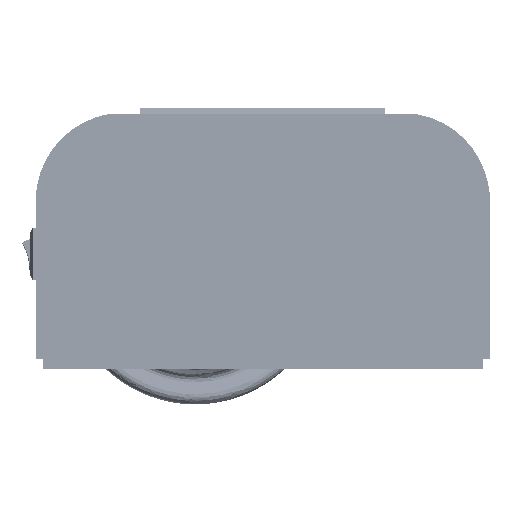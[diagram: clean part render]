
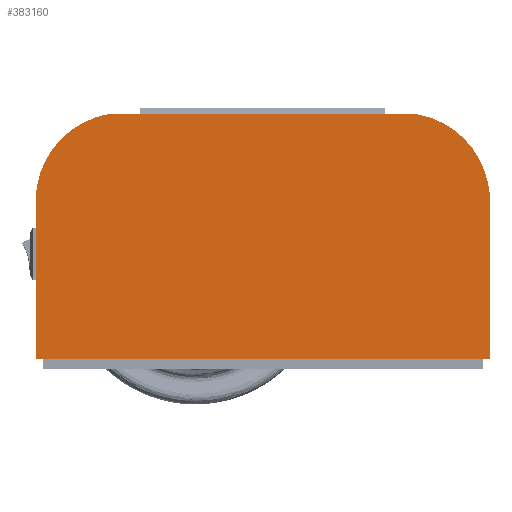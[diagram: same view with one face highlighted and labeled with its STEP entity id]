
A CAD part, front view. The second image highlights one B-rep face of the part: STEP entity #383160.
In plain terms, the highlighted free-form (B-spline) face has degree [1, 1] with [2, 2] control points.
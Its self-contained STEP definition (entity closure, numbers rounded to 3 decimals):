
#381562 = VERTEX_POINT('',#381563);
#381563 = CARTESIAN_POINT('',(-71.07,0.,-32.802));
#381568 = EDGE_CURVE('',#381569,#381562,#381571,.T.);
#381569 = VERTEX_POINT('',#381570);
#381570 = CARTESIAN_POINT('',(-71.07,0.,16.365));
#381571 = B_SPLINE_CURVE_WITH_KNOTS('',1,(#381572,#381573),
  .UNSPECIFIED.,.F.,.F.,(2,2),(15.033,60.),
  .PIECEWISE_BEZIER_KNOTS.);
#381572 = CARTESIAN_POINT('',(-71.07,0.,16.365));
#381573 = CARTESIAN_POINT('',(-71.07,0.,-32.802));
#383160 = ADVANCED_FACE('',(#383161),#383199,.F.);
#383161 = FACE_BOUND('',#383162,.T.);
#383162 = EDGE_LOOP('',(#383163,#383171,#383172,#383179,#383186,#383194)
  );
#383163 = ORIENTED_EDGE('',*,*,#383164,.F.);
#383164 = EDGE_CURVE('',#381569,#383165,#383167,.T.);
#383165 = VERTEX_POINT('',#383166);
#383166 = CARTESIAN_POINT('',(-48.276,0.,
    43.736));
#383167 = ( BOUNDED_CURVE() B_SPLINE_CURVE(2,(#383168,#383169,#383170),
.UNSPECIFIED.,.F.,.F.) B_SPLINE_CURVE_WITH_KNOTS((3,3),(4.712,
6.116),.PIECEWISE_BEZIER_KNOTS.) CURVE() 
GEOMETRIC_REPRESENTATION_ITEM() RATIONAL_B_SPLINE_CURVE((1.,
0.764,1.)) REPRESENTATION_ITEM('') );
#383168 = CARTESIAN_POINT('',(-71.07,0.,16.365));
#383169 = CARTESIAN_POINT('',(-71.07,0.,39.837));
#383170 = CARTESIAN_POINT('',(-48.276,0.,43.736));
#383171 = ORIENTED_EDGE('',*,*,#381568,.T.);
#383172 = ORIENTED_EDGE('',*,*,#383173,.T.);
#383173 = EDGE_CURVE('',#381562,#383174,#383176,.T.);
#383174 = VERTEX_POINT('',#383175);
#383175 = CARTESIAN_POINT('',(71.07,0.,-32.802));
#383176 = B_SPLINE_CURVE_WITH_KNOTS('',1,(#383177,#383178),
  .UNSPECIFIED.,.F.,.F.,(2,2),(0.,130.),.PIECEWISE_BEZIER_KNOTS.);
#383177 = CARTESIAN_POINT('',(-71.07,0.,-32.802));
#383178 = CARTESIAN_POINT('',(71.07,0.,-32.802));
#383179 = ORIENTED_EDGE('',*,*,#383180,.T.);
#383180 = EDGE_CURVE('',#383174,#383181,#383183,.T.);
#383181 = VERTEX_POINT('',#383182);
#383182 = CARTESIAN_POINT('',(71.07,0.,16.365));
#383183 = B_SPLINE_CURVE_WITH_KNOTS('',1,(#383184,#383185),
  .UNSPECIFIED.,.F.,.F.,(2,2),(0.,44.967),
  .PIECEWISE_BEZIER_KNOTS.);
#383184 = CARTESIAN_POINT('',(71.07,0.,-32.802));
#383185 = CARTESIAN_POINT('',(71.07,0.,16.365));
#383186 = ORIENTED_EDGE('',*,*,#383187,.F.);
#383187 = EDGE_CURVE('',#383188,#383181,#383190,.T.);
#383188 = VERTEX_POINT('',#383189);
#383189 = CARTESIAN_POINT('',(48.276,0.,
    43.736));
#383190 = ( BOUNDED_CURVE() B_SPLINE_CURVE(2,(#383191,#383192,#383193),
.UNSPECIFIED.,.F.,.F.) B_SPLINE_CURVE_WITH_KNOTS((3,3),(0.167,
1.571),.PIECEWISE_BEZIER_KNOTS.) CURVE() 
GEOMETRIC_REPRESENTATION_ITEM() RATIONAL_B_SPLINE_CURVE((1.,
0.764,1.)) REPRESENTATION_ITEM('') );
#383191 = CARTESIAN_POINT('',(48.276,0.,43.736));
#383192 = CARTESIAN_POINT('',(71.07,0.,39.837));
#383193 = CARTESIAN_POINT('',(71.07,0.,16.365));
#383194 = ORIENTED_EDGE('',*,*,#383195,.T.);
#383195 = EDGE_CURVE('',#383188,#383165,#383196,.T.);
#383196 = B_SPLINE_CURVE_WITH_KNOTS('',1,(#383197,#383198),
  .UNSPECIFIED.,.F.,.F.,(2,2),(-76.653,11.653),
  .PIECEWISE_BEZIER_KNOTS.);
#383197 = CARTESIAN_POINT('',(48.276,0.,43.736));
#383198 = CARTESIAN_POINT('',(-48.276,0.,43.736));
#383199 = B_SPLINE_SURFACE_WITH_KNOTS('',1,1,(
    (#383200,#383201)
    ,(#383202,#383203
  )),.UNSPECIFIED.,.F.,.F.,.F.,(2,2),(2,2),(-65.,65.),(-40.,30.),
  .PIECEWISE_BEZIER_KNOTS.);
#383200 = CARTESIAN_POINT('',(-71.07,0.,43.736));
#383201 = CARTESIAN_POINT('',(-71.07,0.,-32.802));
#383202 = CARTESIAN_POINT('',(71.07,0.,43.736));
#383203 = CARTESIAN_POINT('',(71.07,0.,-32.802));
